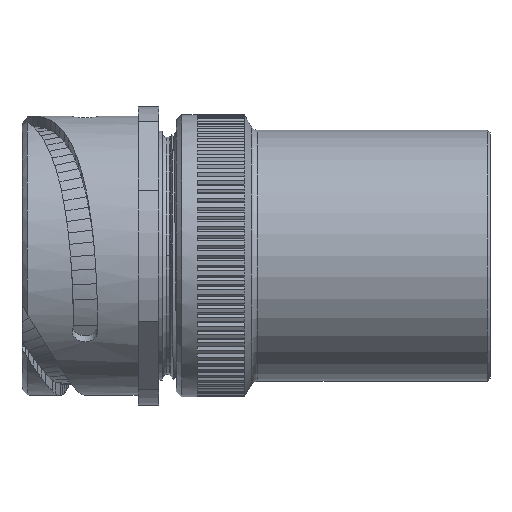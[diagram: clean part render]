
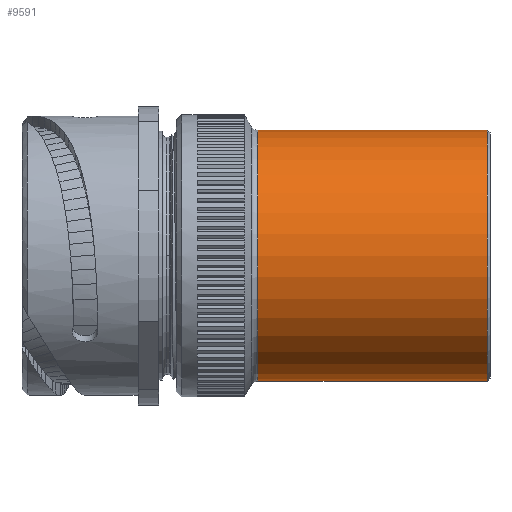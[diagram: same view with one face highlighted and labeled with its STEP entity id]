
A CAD part, top view. The second image highlights one B-rep face of the part: STEP entity #9591.
In plain terms, the highlighted cylindrical face has radius 24 mm (diameter 48 mm), a partial arc.
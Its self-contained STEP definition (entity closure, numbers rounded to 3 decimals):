
#46=CARTESIAN_POINT('',(59.5,0.,0.));
#47=DIRECTION('',(1.,0.,0.));
#48=DIRECTION('',(0.,1.,0.));
#49=AXIS2_PLACEMENT_3D('',#46,#47,#48);
#51=DIRECTION('',(-1.,0.,0.));
#52=VECTOR('',#51,43.902);
#53=CARTESIAN_POINT('',(59.5,24.,0.));
#54=LINE('882',#53,#52);
#55=DIRECTION('',(-1.,0.,0.));
#56=VECTOR('',#55,43.902);
#57=CARTESIAN_POINT('',(59.5,-24.,0.));
#58=LINE('884',#57,#56);
#79=CARTESIAN_POINT('',(15.598,0.,0.));
#80=DIRECTION('',(1.,0.,0.));
#81=DIRECTION('',(0.,1.,0.));
#82=AXIS2_PLACEMENT_3D('',#79,#80,#81);
#7459=CARTESIAN_POINT('',(59.5,24.,0.));
#7460=CARTESIAN_POINT('',(15.598,24.,0.));
#7461=VERTEX_POINT('',#7459);
#7462=VERTEX_POINT('',#7460);
#7467=CARTESIAN_POINT('',(59.5,-24.,0.));
#7468=CARTESIAN_POINT('',(15.598,-24.,0.));
#7469=VERTEX_POINT('',#7467);
#7470=VERTEX_POINT('',#7468);
#9577=CARTESIAN_POINT('',(-3.,0.,0.));
#9578=DIRECTION('',(1.,0.,0.));
#9579=DIRECTION('',(0.,-1.,0.));
#9580=AXIS2_PLACEMENT_3D('',#9577,#9578,#9579);
#9581=CYLINDRICAL_SURFACE('246',#9580,24.);
#9583=ORIENTED_EDGE('882',*,*,#9582,.F.);
#9584=ORIENTED_EDGE('933',*,*,#9565,.T.);
#9586=ORIENTED_EDGE('884',*,*,#9585,.T.);
#9588=ORIENTED_EDGE('926',*,*,#9587,.F.);
#9589=EDGE_LOOP('246',(#9583,#9584,#9586,#9588));
#9590=FACE_OUTER_BOUND('246',#9589,.F.);
#50=CIRCLE('933',#49,24.);
#83=CIRCLE('926',#82,24.);
#9565=EDGE_CURVE('933',#7461,#7469,#50,.T.);
#9582=EDGE_CURVE('882',#7461,#7462,#54,.T.);
#9585=EDGE_CURVE('884',#7469,#7470,#58,.T.);
#9587=EDGE_CURVE('926',#7462,#7470,#83,.T.);
#9591=ADVANCED_FACE('246',(#9590),#9581,.T.);
